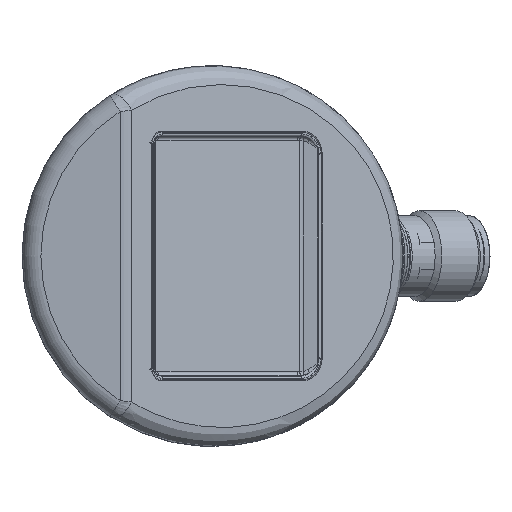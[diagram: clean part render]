
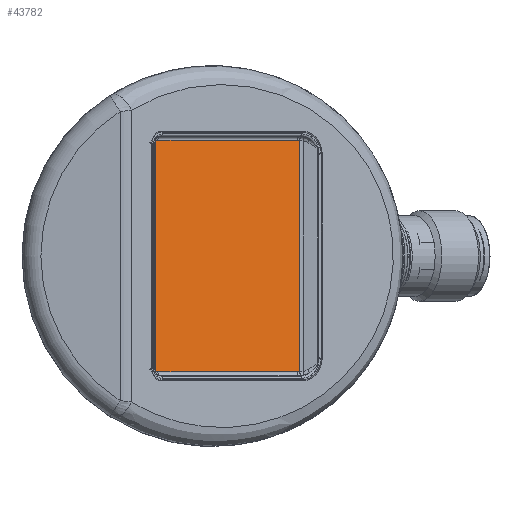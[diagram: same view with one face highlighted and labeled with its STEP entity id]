
A CAD part, front view. The second image highlights one B-rep face of the part: STEP entity #43782.
In plain terms, the highlighted planar face has unit normal (0.5, -0.866, 0).
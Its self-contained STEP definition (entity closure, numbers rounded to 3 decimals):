
#2618=LINE('',#55555,#4756);
#2619=LINE('',#55559,#4757);
#2620=LINE('',#55563,#4758);
#2621=LINE('',#55567,#4759);
#4756=VECTOR('',#48250,1000.);
#4757=VECTOR('',#48253,1000.);
#4758=VECTOR('',#48256,1000.);
#4759=VECTOR('',#48259,1000.);
#6894=ORIENTED_EDGE('',*,*,#16208,.T.);
#6895=ORIENTED_EDGE('',*,*,#16209,.T.);
#6896=ORIENTED_EDGE('',*,*,#16210,.T.);
#6897=ORIENTED_EDGE('',*,*,#16211,.T.);
#6898=ORIENTED_EDGE('',*,*,#16212,.T.);
#6899=ORIENTED_EDGE('',*,*,#16213,.T.);
#6900=ORIENTED_EDGE('',*,*,#16214,.T.);
#6901=ORIENTED_EDGE('',*,*,#16215,.T.);
#16208=EDGE_CURVE('',#20865,#20866,#23950,.F.);
#16209=EDGE_CURVE('',#20866,#20867,#2618,.T.);
#16210=EDGE_CURVE('',#20867,#20868,#23951,.F.);
#16211=EDGE_CURVE('',#20868,#20869,#2619,.T.);
#16212=EDGE_CURVE('',#20869,#20870,#23952,.F.);
#16213=EDGE_CURVE('',#20870,#20871,#2620,.T.);
#16214=EDGE_CURVE('',#20871,#20872,#23953,.F.);
#16215=EDGE_CURVE('',#20872,#20865,#2621,.T.);
#20865=VERTEX_POINT('',#55553);
#20866=VERTEX_POINT('',#55554);
#20867=VERTEX_POINT('',#55556);
#20868=VERTEX_POINT('',#55558);
#20869=VERTEX_POINT('',#55560);
#20870=VERTEX_POINT('',#55562);
#20871=VERTEX_POINT('',#55564);
#20872=VERTEX_POINT('',#55566);
#23950=CIRCLE('',#45662,1.946);
#23951=CIRCLE('',#45663,1.946);
#23952=CIRCLE('',#45664,0.446);
#23953=CIRCLE('',#45665,0.446);
#24766=EDGE_LOOP('',(#6894,#6895,#6896,#6897,#6898,#6899,#6900,#6901));
#26995=FACE_BOUND('',#24766,.T.);
#29227=PLANE('',#45661);
#43782=ADVANCED_FACE('',(#26995),#29227,.F.);
#45661=AXIS2_PLACEMENT_3D('',#55551,#48246,#48247);
#45662=AXIS2_PLACEMENT_3D('',#55552,#48248,#48249);
#45663=AXIS2_PLACEMENT_3D('',#55557,#48251,#48252);
#45664=AXIS2_PLACEMENT_3D('',#55561,#48254,#48255);
#45665=AXIS2_PLACEMENT_3D('',#55565,#48257,#48258);
#48246=DIRECTION('',(-0.5,0.866,0.));
#48247=DIRECTION('',(0.866,0.5,0.));
#48248=DIRECTION('',(-0.5,0.866,0.));
#48249=DIRECTION('',(0.866,0.5,0.));
#48250=DIRECTION('',(0.,0.,1.));
#48251=DIRECTION('',(-0.5,0.866,0.));
#48252=DIRECTION('',(0.866,0.5,0.));
#48253=DIRECTION('',(-0.866,-0.5,0.));
#48254=DIRECTION('',(-0.5,0.866,0.));
#48255=DIRECTION('',(0.866,0.5,0.));
#48256=DIRECTION('',(0.,0.,-1.));
#48257=DIRECTION('',(-0.5,0.866,0.));
#48258=DIRECTION('',(0.866,0.5,0.));
#48259=DIRECTION('',(0.866,0.5,0.));
#55551=CARTESIAN_POINT('',(11.243,-23.119,13.4));
#55552=CARTESIAN_POINT('',(11.243,-23.119,-13.4));
#55553=CARTESIAN_POINT('',(11.243,-23.119,-15.346));
#55554=CARTESIAN_POINT('',(11.526,-22.955,-15.318));
#55555=CARTESIAN_POINT('',(11.526,-22.955,15.252));
#55556=CARTESIAN_POINT('',(11.526,-22.955,15.318));
#55557=CARTESIAN_POINT('',(11.243,-23.119,13.4));
#55558=CARTESIAN_POINT('',(11.243,-23.119,15.346));
#55559=CARTESIAN_POINT('',(-7.203,-33.769,15.346));
#55560=CARTESIAN_POINT('',(-7.203,-33.769,15.346));
#55561=CARTESIAN_POINT('',(-7.203,-33.769,14.9));
#55562=CARTESIAN_POINT('',(-7.589,-33.991,14.9));
#55563=CARTESIAN_POINT('',(-7.589,-33.991,-14.9));
#55564=CARTESIAN_POINT('',(-7.589,-33.991,-14.9));
#55565=CARTESIAN_POINT('',(-7.203,-33.769,-14.9));
#55566=CARTESIAN_POINT('',(-7.203,-33.769,-15.346));
#55567=CARTESIAN_POINT('',(11.243,-23.119,-15.346));
